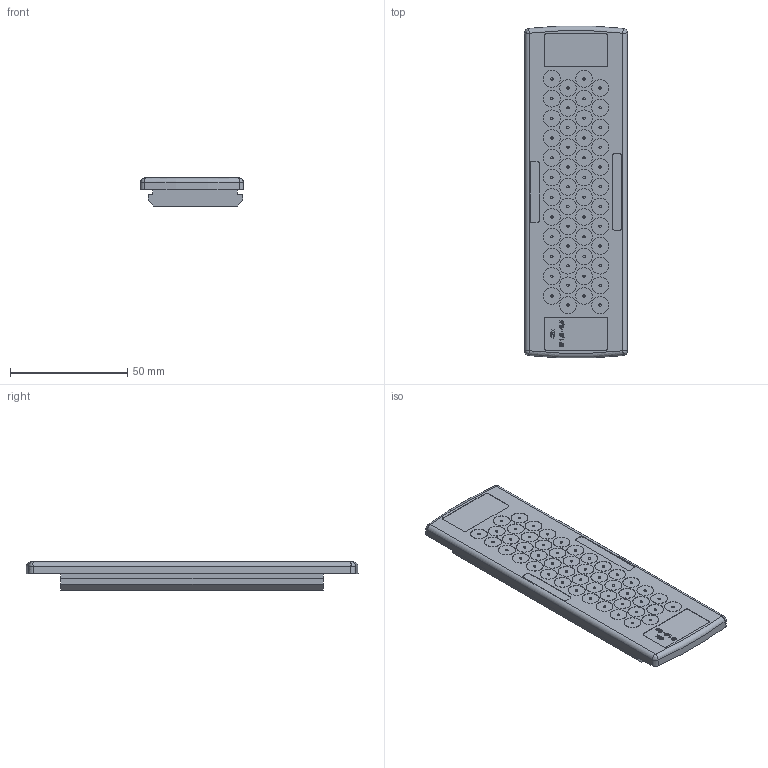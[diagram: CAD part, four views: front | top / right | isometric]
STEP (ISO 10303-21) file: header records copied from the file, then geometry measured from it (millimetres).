
FILE_DESCRIPTION(('CATIA V5R22 STEP214','CAx-IF Rec.Pracs.--- Model Styling and Organization---1.4--- 2014-01-23'),'2;1');
FILE_NAME ('1241162-5_2_2743610000_2743610000.stp','2022-01-21T11:54:37+00:00',('none'),('Weidmueller'),'CATIA Version 5-6 Release 2016 SP3 HF44','CATIA V5 STEP AP214','none');
FILE_SCHEMA(('AUTOMOTIVE_DESIGN { 1 0 10303 214 1 1 1 1 }'));
Length unit declared in the file: millimetre
Products named in the file (1): CABTITE EP A 24/48 GY
Bounding box: 43.97 x 141.72 x 12 mm (x, y, z)
Volume: 47154.3 mm3; surface area: 25272.1 mm2
Topology: 1 solids, 1 shells, 699 faces, 1582 edges, 1048 vertices
Faces by surface type: plane 259, bspline 222, cylinder 194, extrusion 16, cone 6, torus 2
Entity records: 30618 total; most frequent: CARTESIAN_POINT 17680, ORIENTED_EDGE 3156, EDGE_CURVE 1578, DIRECTION 1432, VERTEX_POINT 1048, EDGE_LOOP 866, B_SPLINE_CURVE_WITH_KNOTS 714, ADVANCED_FACE 699
